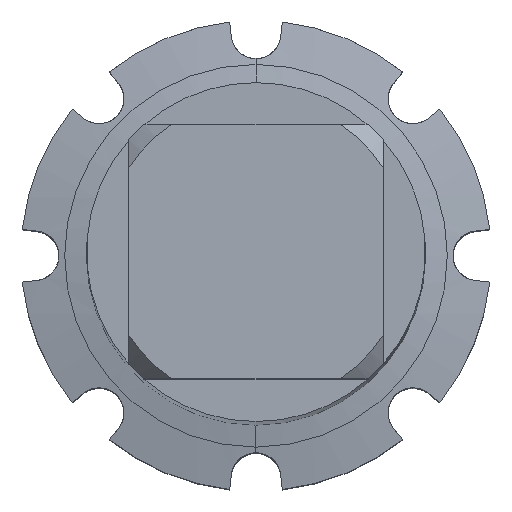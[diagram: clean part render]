
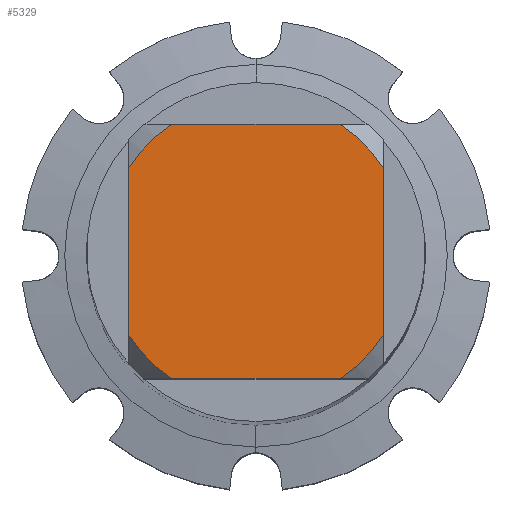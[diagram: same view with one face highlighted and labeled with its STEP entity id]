
A CAD part, top view. The second image highlights one B-rep face of the part: STEP entity #5329.
In plain terms, the highlighted planar face has unit normal (0, 0, 1).
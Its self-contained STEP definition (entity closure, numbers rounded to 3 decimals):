
#3797=EDGE_CURVE('',#6841,#9241,#10697,.T.);
#3821=EDGE_CURVE('',#6841,#4263,#10722,.T.);
#4263=VERTEX_POINT('',#11210);
#4351=VERTEX_POINT('',#11304);
#4659=VERTEX_POINT('',#11635);
#5069=VERTEX_POINT('',#12077);
#5181=VERTEX_POINT('',#12205);
#5329=ADVANCED_FACE('',(#12365),#12366,.T.);
#5371=VERTEX_POINT('',#12411);
#5381=EDGE_CURVE('',#5181,#5371,#12421,.T.);
#6511=EDGE_CURVE('',#5069,#4263,#13651,.T.);
#6841=VERTEX_POINT('',#14005);
#7979=EDGE_CURVE('',#4659,#4351,#15227,.T.);
#8381=EDGE_CURVE('',#4659,#9241,#15659,.T.);
#8507=EDGE_CURVE('',#5069,#5371,#15794,.T.);
#9241=VERTEX_POINT('',#16597);
#9891=EDGE_CURVE('',#5181,#4351,#17306,.T.);
#10697=LINE('',#18465,#18466);
#10722=CIRCLE('',#18512,5.4);
#11210=CARTESIAN_POINT('',(-4.5,-2.985,0.0));
#11304=CARTESIAN_POINT('',(4.5,2.985,0.0));
#11635=CARTESIAN_POINT('',(4.5,-2.985,0.0));
#12077=CARTESIAN_POINT('',(-4.5,2.985,0.0));
#12205=CARTESIAN_POINT('',(2.985,4.5,0.0));
#12365=FACE_OUTER_BOUND('',#21386,.T.);
#12366=PLANE('',#21387);
#12411=CARTESIAN_POINT('',(-2.985,4.5,0.0));
#12421=LINE('',#21505,#21506);
#13651=LINE('',#23713,#23714);
#14005=CARTESIAN_POINT('',(-2.985,-4.5,0.0));
#15227=LINE('',#26678,#26679);
#15659=CIRCLE('',#27466,5.4);
#15794=CIRCLE('',#27751,5.4);
#16597=CARTESIAN_POINT('',(2.985,-4.5,0.0));
#17306=CIRCLE('',#30376,5.4);
#18465=CARTESIAN_POINT('',(0.0,-4.5,0.0));
#18466=VECTOR('',#31610,1.0);
#18512=AXIS2_PLACEMENT_3D('',#31707,#31708,#31709);
#21386=EDGE_LOOP('',(#33571,#33572,#33573,#33574,#33575,#33576,#33577,#33578));
#21387=AXIS2_PLACEMENT_3D('',#33579,#33580,#33581);
#21505=CARTESIAN_POINT('',(0.0,4.5,0.0));
#21506=VECTOR('',#33624,1.0);
#23713=CARTESIAN_POINT('',(-4.5,1.35,0.0));
#23714=VECTOR('',#35134,1.0);
#26678=CARTESIAN_POINT('',(4.5,1.35,0.0));
#26679=VECTOR('',#36558,1.0);
#27466=AXIS2_PLACEMENT_3D('',#36932,#36933,#36934);
#27751=AXIS2_PLACEMENT_3D('',#37042,#37043,#37044);
#30376=AXIS2_PLACEMENT_3D('',#38652,#38653,#38654);
#31610=DIRECTION('',(1.0,0.0,0.0));
#31707=CARTESIAN_POINT('',(0.0,0.0,0.0));
#31708=DIRECTION('',(0.0,0.0,-1.0));
#31709=DIRECTION('',(0.0,1.0,0.0));
#33571=ORIENTED_EDGE('',*,*,#6511,.T.);
#33572=ORIENTED_EDGE('',*,*,#3821,.F.);
#33573=ORIENTED_EDGE('',*,*,#3797,.T.);
#33574=ORIENTED_EDGE('',*,*,#8381,.F.);
#33575=ORIENTED_EDGE('',*,*,#7979,.T.);
#33576=ORIENTED_EDGE('',*,*,#9891,.F.);
#33577=ORIENTED_EDGE('',*,*,#5381,.T.);
#33578=ORIENTED_EDGE('',*,*,#8507,.F.);
#33579=CARTESIAN_POINT('',(0.0,2.7,0.0));
#33580=DIRECTION('',(-0.0,0.0,1.0));
#33581=DIRECTION('',(0.0,-1.0,0.0));
#33624=DIRECTION('',(-1.0,0.0,0.0));
#35134=DIRECTION('',(-0.0,-1.0,0.0));
#36558=DIRECTION('',(-0.0,1.0,0.0));
#36932=CARTESIAN_POINT('',(0.0,0.0,0.0));
#36933=DIRECTION('',(0.0,0.0,-1.0));
#36934=DIRECTION('',(0.0,1.0,0.0));
#37042=CARTESIAN_POINT('',(0.0,0.0,0.0));
#37043=DIRECTION('',(0.0,0.0,-1.0));
#37044=DIRECTION('',(0.0,1.0,0.0));
#38652=CARTESIAN_POINT('',(0.0,0.0,0.0));
#38653=DIRECTION('',(0.0,0.0,-1.0));
#38654=DIRECTION('',(0.0,1.0,0.0));
